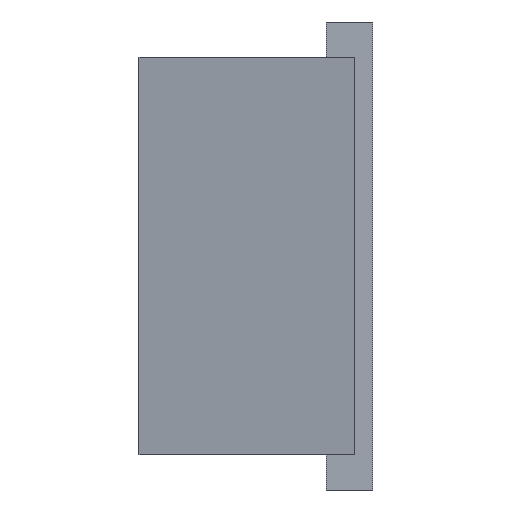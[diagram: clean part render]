
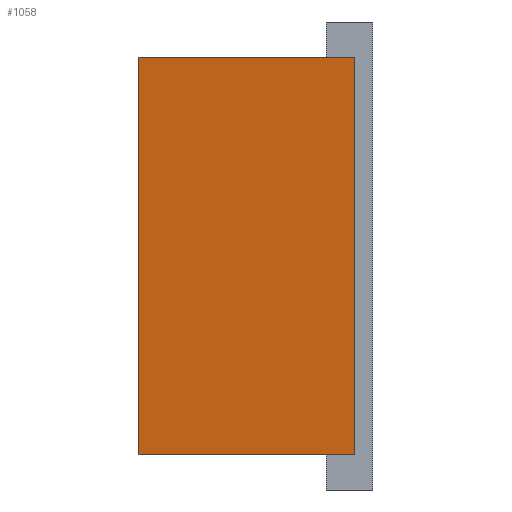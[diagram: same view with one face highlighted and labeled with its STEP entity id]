
A CAD part, left-side view. The second image highlights one B-rep face of the part: STEP entity #1058.
In plain terms, the highlighted planar face has unit normal (-0.985, 0.174, 0).
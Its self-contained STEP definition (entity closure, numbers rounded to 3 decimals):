
#28 = AXIS2_PLACEMENT_3D ( 'NONE', #319, #749, #299 ) ;
#96 = CARTESIAN_POINT ( 'NONE',  ( -5.429, 0.4, -4.25 ) ) ;
#114 = ORIENTED_EDGE ( 'NONE', *, *, #572, .F. ) ;
#140 = VERTEX_POINT ( 'NONE', #768 ) ;
#233 = VERTEX_POINT ( 'NONE', #706 ) ;
#235 = LINE ( 'NONE', #412, #904 ) ;
#239 = CARTESIAN_POINT ( 'NONE',  ( -4.618, 5., 4.25 ) ) ;
#277 = ORIENTED_EDGE ( 'NONE', *, *, #1072, .F. ) ;
#299 = DIRECTION ( 'NONE',  ( 0.174, 0.985, 0. ) ) ;
#319 = CARTESIAN_POINT ( 'NONE',  ( -4.618, 5., -4.25 ) ) ;
#385 = LINE ( 'NONE', #239, #606 ) ;
#402 = VECTOR ( 'NONE', #595, 1000. ) ;
#412 = CARTESIAN_POINT ( 'NONE',  ( -4.618, 5., -4.25 ) ) ;
#440 = DIRECTION ( 'NONE',  ( 0., 0., -1. ) ) ;
#463 = CARTESIAN_POINT ( 'NONE',  ( -5.429, 0.4, -4.25 ) ) ;
#466 = EDGE_LOOP ( 'NONE', ( #927, #114, #277, #875 ) ) ;
#478 = VERTEX_POINT ( 'NONE', #779 ) ;
#486 = VERTEX_POINT ( 'NONE', #463 ) ;
#489 = DIRECTION ( 'NONE',  ( 0., 0., 1. ) ) ;
#572 = EDGE_CURVE ( 'NONE', #140, #486, #848, .T. ) ;
#595 = DIRECTION ( 'NONE',  ( 0.174, 0.985, 0. ) ) ;
#606 = VECTOR ( 'NONE', #650, 1000. ) ;
#650 = DIRECTION ( 'NONE',  ( -0.174, -0.985, 0. ) ) ;
#672 = EDGE_CURVE ( 'NONE', #486, #478, #757, .T. ) ;
#706 = CARTESIAN_POINT ( 'NONE',  ( -4.618, 5., 4.25 ) ) ;
#742 = PLANE ( 'NONE',  #28 ) ;
#749 = DIRECTION ( 'NONE',  ( 0.985, -0.174, 0. ) ) ;
#757 = LINE ( 'NONE', #1002, #402 ) ;
#768 = CARTESIAN_POINT ( 'NONE',  ( -5.429, 0.4, 4.25 ) ) ;
#779 = CARTESIAN_POINT ( 'NONE',  ( -4.618, 5., -4.25 ) ) ;
#848 = LINE ( 'NONE', #96, #922 ) ;
#875 = ORIENTED_EDGE ( 'NONE', *, *, #1049, .F. ) ;
#904 = VECTOR ( 'NONE', #489, 1000. ) ;
#922 = VECTOR ( 'NONE', #440, 1000. ) ;
#927 = ORIENTED_EDGE ( 'NONE', *, *, #672, .F. ) ;
#968 = FACE_OUTER_BOUND ( 'NONE', #466, .T. ) ;
#1002 = CARTESIAN_POINT ( 'NONE',  ( -4.618, 5., -4.25 ) ) ;
#1049 = EDGE_CURVE ( 'NONE', #478, #233, #235, .T. ) ;
#1058 = ADVANCED_FACE ( 'NONE', ( #968 ), #742, .F. ) ;
#1072 = EDGE_CURVE ( 'NONE', #233, #140, #385, .T. ) ;
